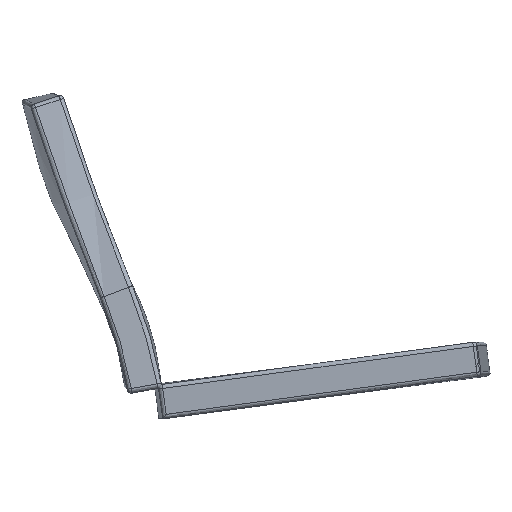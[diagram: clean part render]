
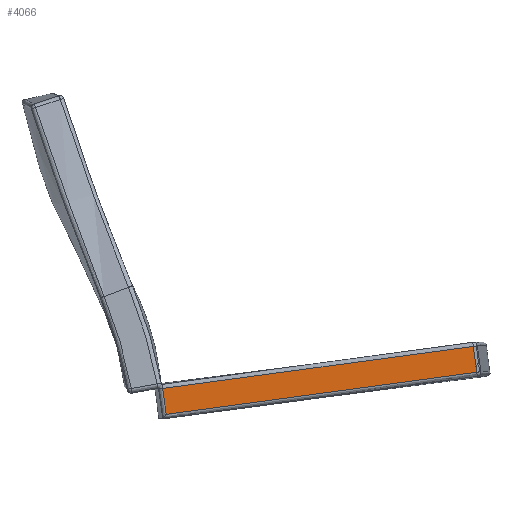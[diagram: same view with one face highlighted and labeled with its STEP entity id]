
A CAD part, left-side view. The second image highlights one B-rep face of the part: STEP entity #4066.
In plain terms, the highlighted planar face has unit normal (-1, 0, 0).
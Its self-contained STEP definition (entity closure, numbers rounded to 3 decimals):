
#403 = CARTESIAN_POINT ( 'NONE',  ( -269.11, -135.687, 351.301 ) ) ;
#620 = CARTESIAN_POINT ( 'NONE',  ( -269.114, -140.822, 313.649 ) ) ;
#633 = CARTESIAN_POINT ( 'NONE',  ( -269.11, -286.53, 371.708 ) ) ;
#1029 = FACE_OUTER_BOUND ( 'NONE', #9409, .T. ) ;
#1094 = B_SPLINE_CURVE_WITH_KNOTS ( 'NONE', 3,
 ( #7691, #6261, #1962, #3489, #9304, #4064, #2060, #5543, #2303, #1443, #8117, #2160, #633 ),
 .UNSPECIFIED., .F., .F.,
 ( 4, 3, 3, 3, 4 ),
 ( 0., 0., 0.013, 0.025, 0.038 ),
 .UNSPECIFIED. ) ;
#1443 = CARTESIAN_POINT ( 'NONE',  ( -269.111, -288.246, 359.14 ) ) ;
#1519 = AXIS2_PLACEMENT_3D ( 'NONE', #9082, #2557, #5457 ) ;
#1857 = CARTESIAN_POINT ( 'NONE',  ( -269.112, 163.139, 289.46 ) ) ;
#1962 = CARTESIAN_POINT ( 'NONE',  ( -269.114, -291.648, 334.23 ) ) ;
#1995 = CARTESIAN_POINT ( 'NONE',  ( -269.111, 164.265, 297.737 ) ) ;
#2060 = CARTESIAN_POINT ( 'NONE',  ( -269.112, -289.941, 346.728 ) ) ;
#2160 = CARTESIAN_POINT ( 'NONE',  ( -269.11, -287.102, 367.519 ) ) ;
#2303 = CARTESIAN_POINT ( 'NONE',  ( -269.112, -288.812, 355.003 ) ) ;
#2557 = DIRECTION ( 'NONE',  ( 1., 0., 0. ) ) ;
#2598 = ORIENTED_EDGE ( 'NONE', *, *, #5091, .T. ) ;
#2603 = CARTESIAN_POINT ( 'NONE',  ( -269.11, -286.53, 371.708 ) ) ;
#2624 = CARTESIAN_POINT ( 'NONE',  ( -269.114, 160.866, 272.757 ) ) ;
#2718 = CARTESIAN_POINT ( 'NONE',  ( -269.11, 165.955, 310.152 ) ) ;
#3259 = EDGE_CURVE ( 'NONE', #4170, #7673, #9165, .T. ) ;
#3429 = CARTESIAN_POINT ( 'NONE',  ( -269.11, 165.978, 310.325 ) ) ;
#3489 = CARTESIAN_POINT ( 'NONE',  ( -269.114, -291.636, 334.317 ) ) ;
#4064 = CARTESIAN_POINT ( 'NONE',  ( -269.113, -290.506, 342.591 ) ) ;
#4066 = ADVANCED_FACE ( 'NONE', ( #1029 ), #6754, .F. ) ;
#4142 = CARTESIAN_POINT ( 'NONE',  ( -269.11, 165.392, 306.013 ) ) ;
#4170 = VERTEX_POINT ( 'NONE', #8269 ) ;
#4193 = CARTESIAN_POINT ( 'NONE',  ( -269.114, 160.866, 272.757 ) ) ;
#4256 = ORIENTED_EDGE ( 'NONE', *, *, #7590, .T. ) ;
#4459 = ORIENTED_EDGE ( 'NONE', *, *, #8711, .T. ) ;
#4953 = CARTESIAN_POINT ( 'NONE',  ( -269.11, 165.966, 310.238 ) ) ;
#5091 = EDGE_CURVE ( 'NONE', #8039, #8263, #8502, .T. ) ;
#5457 = DIRECTION ( 'NONE',  ( 0., 0., -1. ) ) ;
#5543 = CARTESIAN_POINT ( 'NONE',  ( -269.112, -289.377, 350.866 ) ) ;
#5547 = CARTESIAN_POINT ( 'NONE',  ( -269.11, -286.53, 371.708 ) ) ;
#5572 = CARTESIAN_POINT ( 'NONE',  ( -269.114, -291.672, 334.055 ) ) ;
#5717 = CARTESIAN_POINT ( 'NONE',  ( -269.114, -291.672, 334.055 ) ) ;
#5734 = ORIENTED_EDGE ( 'NONE', *, *, #3259, .T. ) ;
#6237 = B_SPLINE_CURVE_WITH_KNOTS ( 'NONE', 3,
 ( #7054, #3429, #4953, #2718, #4142, #7145, #1995, #8383, #1857, #8474, #6428, #8571, #2624 ),
 .UNSPECIFIED., .F., .F.,
 ( 4, 3, 3, 3, 4 ),
 ( 0., 0., 0.013, 0.025, 0.038 ),
 .UNSPECIFIED. ) ;
#6261 = CARTESIAN_POINT ( 'NONE',  ( -269.114, -291.66, 334.142 ) ) ;
#6357 = CARTESIAN_POINT ( 'NONE',  ( -269.11, 90.575, 320.668 ) ) ;
#6428 = CARTESIAN_POINT ( 'NONE',  ( -269.113, 162.006, 281.133 ) ) ;
#6432 = CARTESIAN_POINT ( 'NONE',  ( -269.114, -216.248, 323.846 ) ) ;
#6754 = PLANE ( 'NONE',  #1519 ) ;
#6933 = CARTESIAN_POINT ( 'NONE',  ( -269.11, -211.109, 361.498 ) ) ;
#7054 = CARTESIAN_POINT ( 'NONE',  ( -269.11, 165.99, 310.412 ) ) ;
#7145 = CARTESIAN_POINT ( 'NONE',  ( -269.111, 164.828, 301.875 ) ) ;
#7149 = CARTESIAN_POINT ( 'NONE',  ( -269.114, 10.026, 293.233 ) ) ;
#7590 = EDGE_CURVE ( 'NONE', #8263, #4170, #6237, .T. ) ;
#7673 = VERTEX_POINT ( 'NONE', #5572 ) ;
#7691 = CARTESIAN_POINT ( 'NONE',  ( -269.114, -291.672, 334.055 ) ) ;
#7865 = CARTESIAN_POINT ( 'NONE',  ( -269.114, 85.449, 283.015 ) ) ;
#7934 = CARTESIAN_POINT ( 'NONE',  ( -269.11, 165.99, 310.412 ) ) ;
#8039 = VERTEX_POINT ( 'NONE', #2603 ) ;
#8117 = CARTESIAN_POINT ( 'NONE',  ( -269.111, -287.674, 363.329 ) ) ;
#8263 = VERTEX_POINT ( 'NONE', #9263 ) ;
#8269 = CARTESIAN_POINT ( 'NONE',  ( -269.114, 160.866, 272.757 ) ) ;
#8383 = CARTESIAN_POINT ( 'NONE',  ( -269.112, 163.702, 293.598 ) ) ;
#8474 = CARTESIAN_POINT ( 'NONE',  ( -269.112, 162.576, 285.322 ) ) ;
#8502 = B_SPLINE_CURVE_WITH_KNOTS ( 'NONE', 3,
 ( #5547, #6933, #403, #9401, #6357, #7934 ),
 .UNSPECIFIED., .F., .F.,
 ( 4, 2, 4 ),
 ( 0., 0.228, 0.457 ),
 .UNSPECIFIED. ) ;
#8571 = CARTESIAN_POINT ( 'NONE',  ( -269.113, 161.436, 276.945 ) ) ;
#8711 = EDGE_CURVE ( 'NONE', #7673, #8039, #1094, .T. ) ;
#9082 = CARTESIAN_POINT ( 'NONE',  ( -269.152, 120.416, -77.227 ) ) ;
#9165 = B_SPLINE_CURVE_WITH_KNOTS ( 'NONE', 3,
 ( #4193, #7865, #7149, #620, #6432, #5717 ),
 .UNSPECIFIED., .F., .F.,
 ( 4, 2, 4 ),
 ( 0., 0.228, 0.457 ),
 .UNSPECIFIED. ) ;
#9263 = CARTESIAN_POINT ( 'NONE',  ( -269.11, 165.99, 310.412 ) ) ;
#9304 = CARTESIAN_POINT ( 'NONE',  ( -269.113, -291.071, 338.454 ) ) ;
#9401 = CARTESIAN_POINT ( 'NONE',  ( -269.11, 15.156, 330.885 ) ) ;
#9409 = EDGE_LOOP ( 'NONE', ( #2598, #4256, #5734, #4459 ) ) ;
